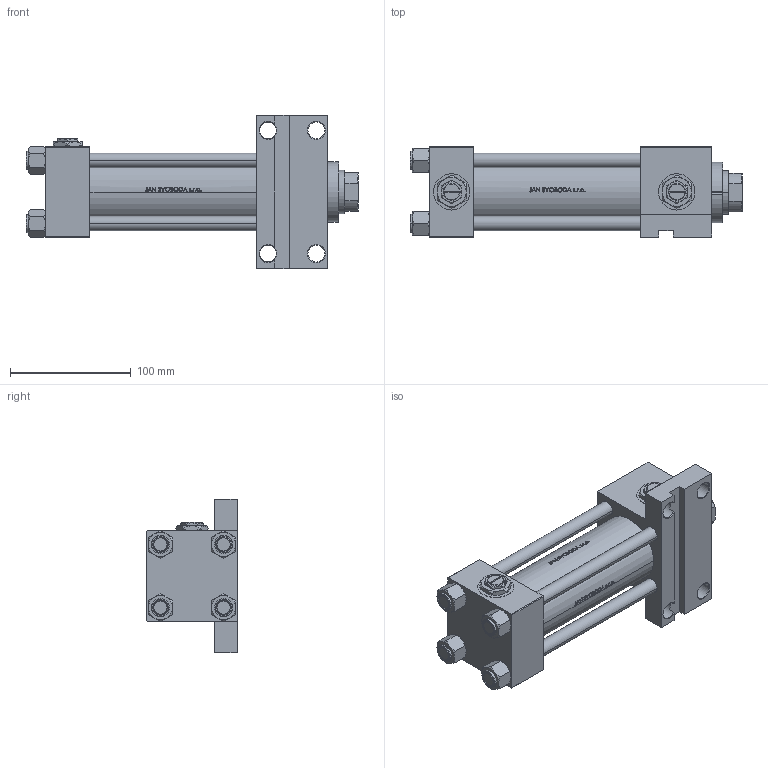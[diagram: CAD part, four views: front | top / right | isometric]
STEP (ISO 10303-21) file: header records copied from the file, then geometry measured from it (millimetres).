
FILE_DESCRIPTION (( 'STEP AP203' ), '1' );
FILE_NAME ('e40c.STEP', '2023-01-17T18:39:10', ( '' ), ( '' ), 'SwSTEP 2.0', 'SolidWorks 2019', '' );
FILE_SCHEMA (( 'CONFIG_CONTROL_DESIGN' ));
Length unit declared in the file: millimetre
Products named in the file (7): V215CR_F_TYCINKA 0a629e0bb8219f9097e3e1540bd7b9f4; e40c; V215CR_F_Body 0a629e0bb8219f9097e3e1540bd7b9f4; NUT_M5_F 0a629e0bb8219f9097e3e1540bd7b9f4; V215CR_VCP_F 0a629e0bb8219f9097e3e1540bd7b9f4; V215_VC_A 0a629e0bb8219f9097e3e1540bd7b9f4; Zatka_pro_OIL_PORT 0a629e0bb8219f9097e3e1540bd7b9f4
Assembly tree (13 placements, depth 2):
  e40c
    V215CR_F_Body 0a629e0bb8219f9097e3e1540bd7b9f4
    V215CR_VCP_F 0a629e0bb8219f9097e3e1540bd7b9f4
    V215CR_F_TYCINKA 0a629e0bb8219f9097e3e1540bd7b9f4  x4
    NUT_M5_F 0a629e0bb8219f9097e3e1540bd7b9f4  x4
    V215_VC_A 0a629e0bb8219f9097e3e1540bd7b9f4
    Zatka_pro_OIL_PORT 0a629e0bb8219f9097e3e1540bd7b9f4  x2
Bounding box: 275 x 75 x 127 mm (x, y, z)
Volume: 882985.9 mm3; surface area: 216852.6 mm2
Topology: 13 solids, 13 shells, 1210 faces, 2990 edges, 1925 vertices
Faces by surface type: plane 488, bspline 380, cone 194, cylinder 140, torus 8
Entity records: 49989 total; most frequent: CARTESIAN_POINT 26633, ORIENTED_EDGE 5280, DIRECTION 3407, EDGE_CURVE 2640, VERTEX_POINT 1723, LINE 1335, VECTOR 1335, EDGE_LOOP 1189
